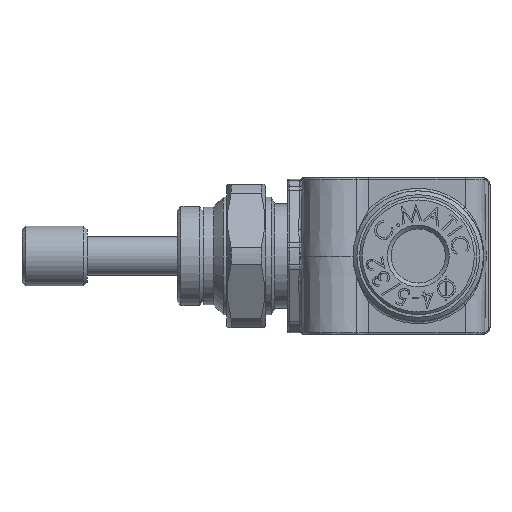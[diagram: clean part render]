
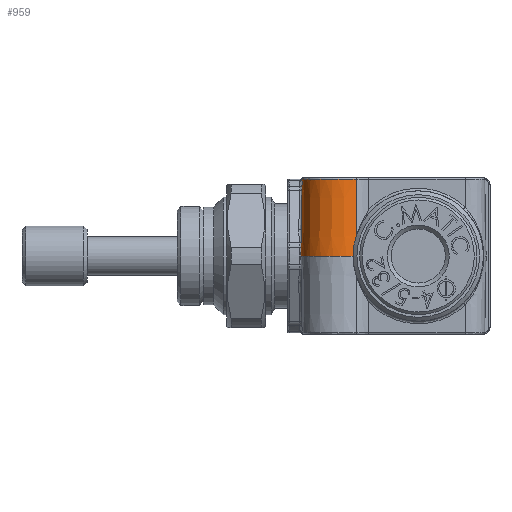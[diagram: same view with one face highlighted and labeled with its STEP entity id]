
A CAD part, left-side view. The second image highlights one B-rep face of the part: STEP entity #959.
In plain terms, the highlighted conical face has half-angle 1 degrees and reference radius 2.897 mm.
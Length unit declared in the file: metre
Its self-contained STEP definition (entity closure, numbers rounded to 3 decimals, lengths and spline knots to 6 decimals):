
#959 = ADVANCED_FACE( 'NONE', ( #2757 ), #2758, .T. );
#2757 = FACE_OUTER_BOUND( '', #5777, .T. );
#2758 = CONICAL_SURFACE( '', #5778, 0.002897, 0.017 );
#5777 = EDGE_LOOP( '', ( #20919, #20920, #20921, #20922, #20923, #20924, #20925 ) );
#5778 = AXIS2_PLACEMENT_3D( '', #20926, #20927, #20928 );
#20919 = ORIENTED_EDGE( '', *, *, #27641, .F. );
#20920 = ORIENTED_EDGE( '', *, *, #27721, .F. );
#20921 = ORIENTED_EDGE( '', *, *, #27722, .T. );
#20922 = ORIENTED_EDGE( '', *, *, #27723, .F. );
#20923 = ORIENTED_EDGE( '', *, *, #27724, .F. );
#20924 = ORIENTED_EDGE( '', *, *, #27725, .T. );
#20925 = ORIENTED_EDGE( '', *, *, #27726, .T. );
#20926 = CARTESIAN_POINT( '', ( -0.0065, 0.0115, 0.005902 ) );
#20927 = DIRECTION( '', ( 0., 0., -1. ) );
#20928 = DIRECTION( '', ( 0., 1., 0. ) );
#27641 = EDGE_CURVE( 'NONE', #30780, #30774, #30782, .T. );
#27721 = EDGE_CURVE( 'NONE', #30923, #30780, #30924, .T. );
#27722 = EDGE_CURVE( 'NONE', #30923, #30925, #30926, .T. );
#27723 = EDGE_CURVE( 'NONE', #30927, #30925, #30928, .T. );
#27724 = EDGE_CURVE( 'NONE', #30929, #30927, #30930, .T. );
#27725 = EDGE_CURVE( 'NONE', #30929, #30931, #30932, .T. );
#27726 = EDGE_CURVE( 'NONE', #30931, #30774, #30933, .T. );
#30774 = VERTEX_POINT( 'NONE', #35770 );
#30780 = VERTEX_POINT( 'NONE', #35791 );
#30782 = B_SPLINE_CURVE_WITH_KNOTS( '', 3, ( #35798, #35799, #35800, #35801, #35802, #35803 ), .UNSPECIFIED., .F., .F., ( 4, 1, 1, 4 ), ( 0., 0.331073, 0.664187, 1. ), .UNSPECIFIED. );
#30923 = VERTEX_POINT( 'NONE', #36339 );
#30924 = B_SPLINE_CURVE_WITH_KNOTS( '', 3, ( #36340, #36341, #36342, #36343 ), .UNSPECIFIED., .F., .F., ( 4, 4 ), ( 0., 1.09862 ), .UNSPECIFIED. );
#30925 = VERTEX_POINT( 'NONE', #36344 );
#30926 = CIRCLE( '', #36345, 0.003 );
#30927 = VERTEX_POINT( 'NONE', #36346 );
#30928 = B_SPLINE_CURVE_WITH_KNOTS( '', 3, ( #36347, #36348, #36349, #36350, #36351, #36352, #36353, #36354, #36355, #36356, #36357 ), .UNSPECIFIED., .F., .F., ( 4, 1, 1, 1, 1, 1, 1, 1, 4 ), ( 0., 0.111995, 0.227594, 0.346859, 0.469846, 0.596609, 0.727193, 0.861644, 1. ), .UNSPECIFIED. );
#30929 = VERTEX_POINT( 'NONE', #36358 );
#30930 = LINE( '', #36359, #36360 );
#30931 = VERTEX_POINT( 'NONE', #36361 );
#30932 = CIRCLE( '', #36362, 0.002897 );
#30933 = LINE( '', #36363, #36364 );
#35770 = CARTESIAN_POINT( '', ( -0.0065, 0.014484, 0.000923 ) );
#35791 = CARTESIAN_POINT( '', ( -0.006558, 0.014488, 0.000631 ) );
#35798 = CARTESIAN_POINT( '', ( -0.006558, 0.014488, 0.000631 ) );
#35799 = CARTESIAN_POINT( '', ( -0.006555, 0.014488, 0.000664 ) );
#35800 = CARTESIAN_POINT( '', ( -0.006548, 0.014487, 0.00073 ) );
#35801 = CARTESIAN_POINT( '', ( -0.006528, 0.014485, 0.000827 ) );
#35802 = CARTESIAN_POINT( '', ( -0.006509, 0.014484, 0.000891 ) );
#35803 = CARTESIAN_POINT( '', ( -0.0065, 0.014484, 0.000923 ) );
#36339 = CARTESIAN_POINT( '', ( -0.006584, 0.014499, 0. ) );
#36340 = CARTESIAN_POINT( '', ( -0.006584, 0.014499, 0. ) );
#36341 = CARTESIAN_POINT( '', ( -0.006584, 0.014495, 0.000211 ) );
#36342 = CARTESIAN_POINT( '', ( -0.006575, 0.014492, 0.000421 ) );
#36343 = CARTESIAN_POINT( '', ( -0.006558, 0.014488, 0.000631 ) );
#36344 = CARTESIAN_POINT( '', ( -0.009328, 0.0105, 0. ) );
#36345 = AXIS2_PLACEMENT_3D( '', #48301, #48302, #48303 );
#36346 = CARTESIAN_POINT( '', ( -0.009173, 0.010205, 0.001691 ) );
#36347 = CARTESIAN_POINT( '', ( -0.009173, 0.010205, 0.001691 ) );
#36348 = CARTESIAN_POINT( '', ( -0.009185, 0.010226, 0.001631 ) );
#36349 = CARTESIAN_POINT( '', ( -0.009207, 0.010269, 0.001509 ) );
#36350 = CARTESIAN_POINT( '', ( -0.009235, 0.010324, 0.001318 ) );
#36351 = CARTESIAN_POINT( '', ( -0.00926, 0.010375, 0.001119 ) );
#36352 = CARTESIAN_POINT( '', ( -0.009282, 0.010418, 0.000911 ) );
#36353 = CARTESIAN_POINT( '', ( -0.009299, 0.010453, 0.000695 ) );
#36354 = CARTESIAN_POINT( '', ( -0.009313, 0.010479, 0.00047 ) );
#36355 = CARTESIAN_POINT( '', ( -0.009323, 0.010497, 0.000238 ) );
#36356 = CARTESIAN_POINT( '', ( -0.009327, 0.010499, 0.00008 ) );
#36357 = CARTESIAN_POINT( '', ( -0.009328, 0.0105, 0. ) );
#36358 = CARTESIAN_POINT( '', ( -0.009107, 0.010237, 0.005902 ) );
#36359 = CARTESIAN_POINT( '', ( -0.009154, 0.010215, 0.002951 ) );
#36360 = VECTOR( '', #48304, 1. );
#36361 = CARTESIAN_POINT( '', ( -0.0065, 0.014397, 0.005902 ) );
#36362 = AXIS2_PLACEMENT_3D( '', #48305, #48306, #48307 );
#36363 = CARTESIAN_POINT( '', ( -0.0065, 0.014496, 0.000253 ) );
#36364 = VECTOR( '', #48308, 1. );
#48301 = CARTESIAN_POINT( '', ( -0.0065, 0.0115, 0. ) );
#48302 = DIRECTION( '', ( 0., 0., 1. ) );
#48303 = DIRECTION( '', ( -0.9, -0.436, 0. ) );
#48304 = DIRECTION( '', ( -0.016, -0.008, -1. ) );
#48305 = CARTESIAN_POINT( '', ( -0.0065, 0.0115, 0.005902 ) );
#48306 = DIRECTION( '', ( 0., 0., -1. ) );
#48307 = DIRECTION( '', ( 0., 1., 0. ) );
#48308 = DIRECTION( '', ( 0., 0.017, -1. ) );
